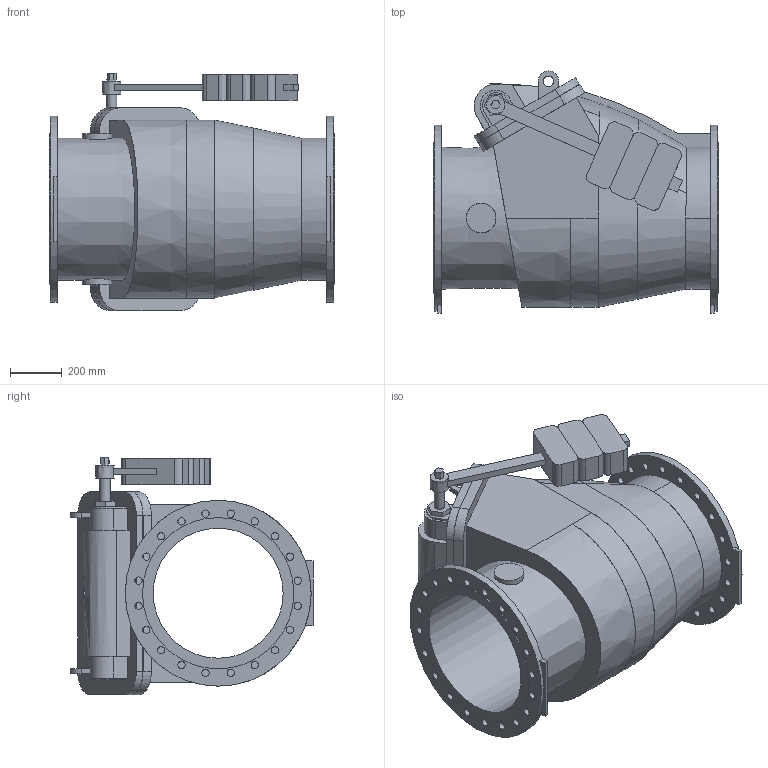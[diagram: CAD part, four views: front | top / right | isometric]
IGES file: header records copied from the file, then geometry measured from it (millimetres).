
Start section: SolidWorks IGES file using analytic representation for surfaces
Global section: file name: O_41_36_DN500_X0XXX_AA0.igs; native system: SolidWorks 2012; preprocessor: SolidWorks 2012; author: pbm; date: 180413.073730; units: inch
Bounding box: 1100 x 931.25 x 912.46 mm (x, y, z)
Surface area: 6075063.2 mm2 (no closed solid volume)
Topology: 0 solids, 0 shells, 250 faces, 1374 edges, 1272 vertices
Faces by surface type: bspline 154, revolution 96
